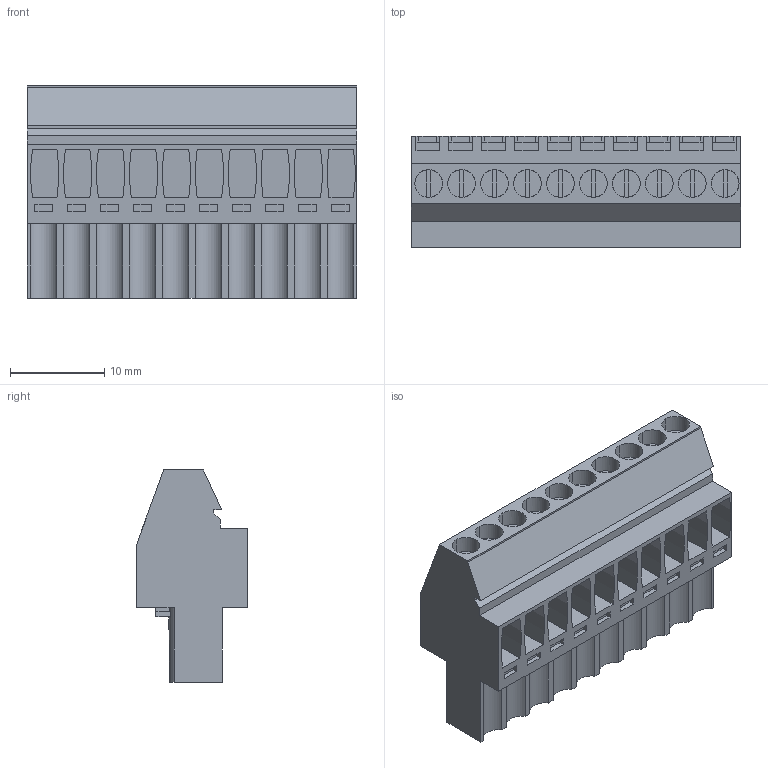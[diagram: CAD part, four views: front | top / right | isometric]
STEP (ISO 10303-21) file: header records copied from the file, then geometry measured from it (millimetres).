
FILE_DESCRIPTION(('CATIA V5 STEP Exchange','CAx-IF Rec.Pracs.--- Model Styling and Organization---1.2---2011-12-15'),'2;1');
FILE_NAME ('D1454118_0_1639780000_1639780000.stp','2017-04-20T06:18:38+00:00',('none'),('Weidmueller'),'CATIA Version 5-6 Release 2014','CATIA V5 STEP AP214','none');
FILE_SCHEMA(('AUTOMOTIVE_DESIGN { 1 0 10303 214 1 1 1 1 }'));
Length unit declared in the file: millimetre
Products named in the file (1): 1639780000
Bounding box: 35 x 11.83 x 22.6 mm (x, y, z)
Volume: 5317.8 mm3; surface area: 4308.8 mm2
Topology: 11 solids, 11 shells, 578 faces, 1593 edges, 1077 vertices
Faces by surface type: plane 498, cylinder 80
Entity records: 17000 total; most frequent: ORIENTED_EDGE 3186, CARTESIAN_POINT 3138, DIRECTION 2267, EDGE_CURVE 1593, VECTOR 1333, LINE 1333, VERTEX_POINT 1077, EDGE_LOOP 618
